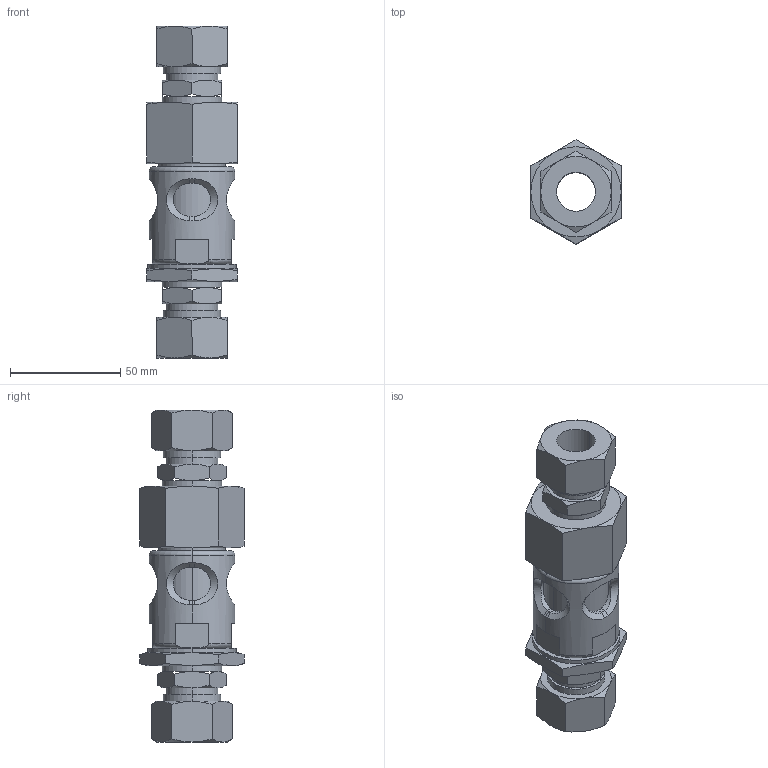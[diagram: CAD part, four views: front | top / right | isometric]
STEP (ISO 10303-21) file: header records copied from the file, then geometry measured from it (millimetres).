
FILE_DESCRIPTION (( 'STEP AP214' ), '1' );
FILE_NAME ('ADD-SG_250143.STEP', '2015-07-16T09:01:21', ( 'Admin1' ), ( '' ), 'SwSTEP 2.0', 'SolidWorks 2014', '' );
FILE_SCHEMA (( 'AUTOMOTIVE_DESIGN' ));
Length unit declared in the file: millimetre
Products named in the file (1): ADD-SG_250143
Bounding box: 41 x 47.34 x 150.9 mm (x, y, z)
Surface area: 28719.5 mm2 (no closed solid volume)
Topology: 0 solids, 9 shells, 249 faces, 647 edges, 412 vertices
Faces by surface type: plane 101, cone 62, bspline 46, cylinder 36, torus 4
Entity records: 17831 total; most frequent: CARTESIAN_POINT 9509, ORIENTED_EDGE 1230, DIRECTION 965, EDGE_CURVE 647, VERTEX_POINT 412, AXIS2_PLACEMENT_3D 364, EDGE_LOOP 274, UNCERTAINTY_MEASURE_WITH_UNIT 251
